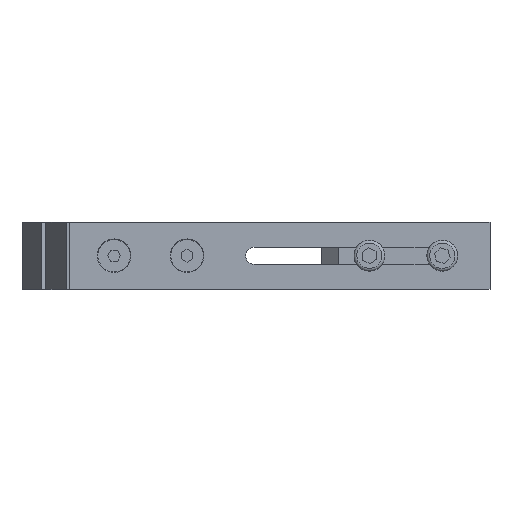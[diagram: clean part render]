
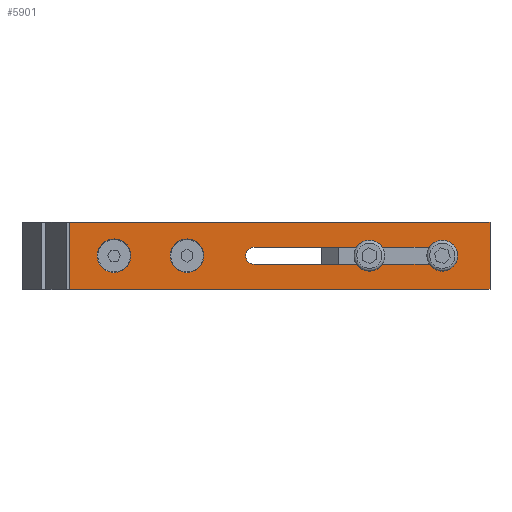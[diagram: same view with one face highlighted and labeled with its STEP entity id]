
A CAD part, top view. The second image highlights one B-rep face of the part: STEP entity #5901.
In plain terms, the highlighted face is planar.
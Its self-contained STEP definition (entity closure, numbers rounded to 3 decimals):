
#142=CIRCLE('',#6175,3.);
#143=CIRCLE('',#6176,3.);
#144=CIRCLE('',#6177,1.55);
#145=CIRCLE('',#6178,1.55);
#732=ORIENTED_EDGE('',*,*,#1650,.F.);
#733=ORIENTED_EDGE('',*,*,#1651,.F.);
#734=ORIENTED_EDGE('',*,*,#1652,.F.);
#735=ORIENTED_EDGE('',*,*,#1653,.F.);
#736=ORIENTED_EDGE('',*,*,#1654,.F.);
#737=ORIENTED_EDGE('',*,*,#1631,.F.);
#738=ORIENTED_EDGE('',*,*,#1655,.F.);
#739=ORIENTED_EDGE('',*,*,#1656,.F.);
#740=ORIENTED_EDGE('',*,*,#1657,.F.);
#741=ORIENTED_EDGE('',*,*,#1658,.F.);
#1631=EDGE_CURVE('',#2131,#2132,#2542,.T.);
#1650=EDGE_CURVE('',#2150,#2150,#142,.T.);
#1651=EDGE_CURVE('',#2151,#2151,#143,.T.);
#1652=EDGE_CURVE('',#2152,#2131,#2557,.T.);
#1653=EDGE_CURVE('',#2153,#2152,#2558,.T.);
#1654=EDGE_CURVE('',#2132,#2153,#2559,.T.);
#1655=EDGE_CURVE('',#2154,#2155,#2560,.T.);
#1656=EDGE_CURVE('',#2156,#2154,#144,.T.);
#1657=EDGE_CURVE('',#2157,#2156,#2561,.T.);
#1658=EDGE_CURVE('',#2155,#2157,#145,.T.);
#2131=VERTEX_POINT('',#8978);
#2132=VERTEX_POINT('',#8980);
#2150=VERTEX_POINT('',#9079);
#2151=VERTEX_POINT('',#9081);
#2152=VERTEX_POINT('',#9083);
#2153=VERTEX_POINT('',#9085);
#2154=VERTEX_POINT('',#9088);
#2155=VERTEX_POINT('',#9089);
#2156=VERTEX_POINT('',#9091);
#2157=VERTEX_POINT('',#9093);
#2542=LINE('',#8979,#2983);
#2557=LINE('',#9082,#2998);
#2558=LINE('',#9084,#2999);
#2559=LINE('',#9086,#3000);
#2560=LINE('',#9087,#3001);
#2561=LINE('',#9092,#3002);
#2983=VECTOR('',#6717,1000.);
#2998=VECTOR('',#6738,1000.);
#2999=VECTOR('',#6739,1000.);
#3000=VECTOR('',#6740,1000.);
#3001=VECTOR('',#6741,1000.);
#3002=VECTOR('',#6744,1000.);
#3359=EDGE_LOOP('',(#732));
#3360=EDGE_LOOP('',(#733));
#3361=EDGE_LOOP('',(#734,#735,#736,#737));
#3362=EDGE_LOOP('',(#738,#739,#740,#741));
#3690=FACE_BOUND('',#3359,.T.);
#3691=FACE_BOUND('',#3360,.T.);
#3692=FACE_BOUND('',#3361,.T.);
#3693=FACE_BOUND('',#3362,.T.);
#3966=PLANE('',#6174);
#5901=ADVANCED_FACE('',(#3690,#3691,#3692,#3693),#3966,.T.);
#6174=AXIS2_PLACEMENT_3D('',#9077,#6732,#6733);
#6175=AXIS2_PLACEMENT_3D('',#9078,#6734,#6735);
#6176=AXIS2_PLACEMENT_3D('',#9080,#6736,#6737);
#6177=AXIS2_PLACEMENT_3D('',#9090,#6742,#6743);
#6178=AXIS2_PLACEMENT_3D('',#9094,#6745,#6746);
#6717=DIRECTION('',(1.,0.,0.));
#6732=DIRECTION('',(0.,1.,0.));
#6733=DIRECTION('',(0.,0.,-1.));
#6734=DIRECTION('',(0.,1.,0.));
#6735=DIRECTION('',(0.,0.,-1.));
#6736=DIRECTION('',(0.,1.,0.));
#6737=DIRECTION('',(0.,0.,-1.));
#6738=DIRECTION('',(0.,0.,-1.));
#6739=DIRECTION('',(-1.,0.,0.));
#6740=DIRECTION('',(0.,0.,1.));
#6741=DIRECTION('',(-1.,0.,0.));
#6742=DIRECTION('',(0.,1.,0.));
#6743=DIRECTION('',(-1.,0.,0.));
#6744=DIRECTION('',(1.,0.,0.));
#6745=DIRECTION('',(0.,1.,0.));
#6746=DIRECTION('',(1.,0.,0.));
#8978=CARTESIAN_POINT('',(-75.,5.,-6.));
#8979=CARTESIAN_POINT('',(-75.,5.,-6.));
#8980=CARTESIAN_POINT('',(0.,5.,-6.));
#9077=CARTESIAN_POINT('',(-75.,5.,-6.));
#9078=CARTESIAN_POINT('',(-8.,5.,0.));
#9079=CARTESIAN_POINT('',(-8.,5.,-3.));
#9080=CARTESIAN_POINT('',(-21.,5.,0.));
#9081=CARTESIAN_POINT('',(-21.,5.,-3.));
#9082=CARTESIAN_POINT('',(-75.,5.,6.));
#9083=CARTESIAN_POINT('',(-75.,5.,6.));
#9084=CARTESIAN_POINT('',(0.,5.,6.));
#9085=CARTESIAN_POINT('',(0.,5.,6.));
#9086=CARTESIAN_POINT('',(0.,5.,-6.));
#9087=CARTESIAN_POINT('',(-67.,5.,-1.55));
#9088=CARTESIAN_POINT('',(-33.,5.,-1.55));
#9089=CARTESIAN_POINT('',(-67.,5.,-1.55));
#9090=CARTESIAN_POINT('',(-33.,5.,0.));
#9091=CARTESIAN_POINT('',(-33.,5.,1.55));
#9092=CARTESIAN_POINT('',(-67.,5.,1.55));
#9093=CARTESIAN_POINT('',(-67.,5.,1.55));
#9094=CARTESIAN_POINT('',(-67.,5.,0.));
